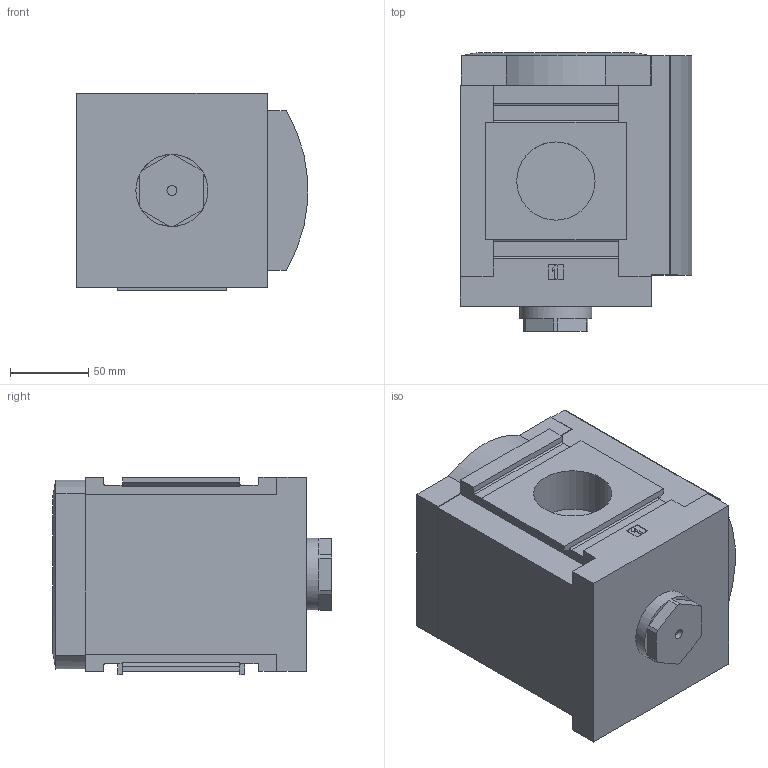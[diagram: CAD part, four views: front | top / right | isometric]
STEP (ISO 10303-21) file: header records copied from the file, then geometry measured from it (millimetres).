
FILE_DESCRIPTION(/* description */ ('STEP AP214'),/* implementation_level */ '2;1');
FILE_NAME(/* name */ '541497_MS12-DL-G',/* time_stamp */ '2024-09-06T21:16:22+02:00',/* author */ ('License CC BY-ND 4.0'),/* organization */ ('CADENAS'),/* preprocessor_version */ 'ST-DEVELOPER v19.3',/* originating_system */ 'PARTsolutions',/* authorisation */ ' ');
FILE_SCHEMA (('AUTOMOTIVE_DESIGN {1 0 10303 214 3 1 1}'));
Length unit declared in the file: millimetre
Products named in the file (2): 541497 MS12-DL-G; 535033 MS12-DL-Gt
Assembly tree (1 placements, depth 2):
  541497 MS12-DL-G
    535033 MS12-DL-Gt
Bounding box: 147.71 x 178.29 x 126 mm (x, y, z)
Volume: 2495714.5 mm3; surface area: 140895.4 mm2
Topology: 1 solids, 1 shells, 187 faces, 491 edges, 322 vertices
Faces by surface type: plane 157, cylinder 29, sphere 1
Full cylindrical faces by diameter (mm): 6.3 x1, 9 x1, 9.49 x1, 10 x1, 23.5 x1, 24 x1, 46 x1, 50 x2
Entity records: 6952 total; most frequent: CARTESIAN_POINT 982, ORIENTED_EDGE 952, DIRECTION 931, EDGE_CURVE 476, LINE 399, VECTOR 399, VERTEX_POINT 317, AXIS2_PLACEMENT_3D 266
